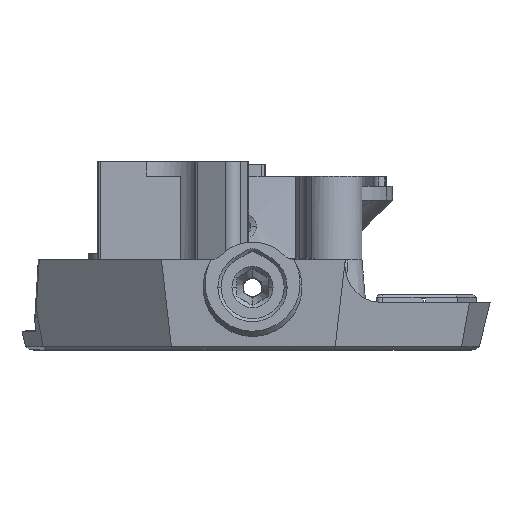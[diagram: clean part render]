
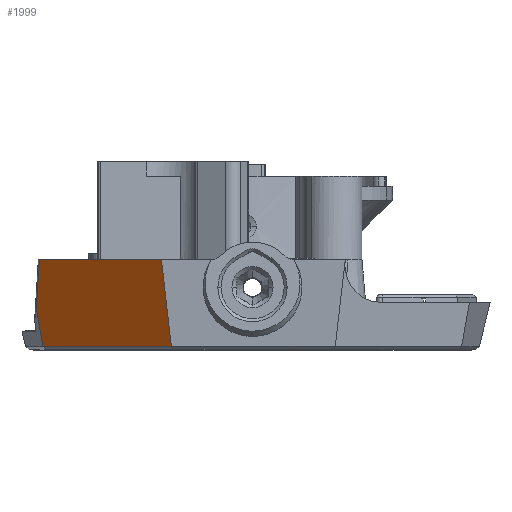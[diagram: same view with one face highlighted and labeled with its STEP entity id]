
A CAD part, top view. The second image highlights one B-rep face of the part: STEP entity #1999.
In plain terms, the highlighted planar face has unit normal (-0.622, -0.139, 0.771).
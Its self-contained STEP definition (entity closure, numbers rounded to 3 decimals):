
#61 = DIRECTION ( 'NONE',  ( -0.176, 0.984, 0.035 ) ) ;
#103 = PLANE ( 'NONE',  #16472 ) ;
#288 = VERTEX_POINT ( 'NONE', #2877 ) ;
#334 = LINE ( 'NONE', #10921, #3211 ) ;
#1678 = FACE_OUTER_BOUND ( 'NONE', #21502, .T. ) ;
#1999 = ADVANCED_FACE ( 'NONE', ( #1678 ), #103, .T. ) ;
#2140 = VERTEX_POINT ( 'NONE', #2228 ) ;
#2228 = CARTESIAN_POINT ( 'NONE',  ( -11.996, 3.578, 130.069 ) ) ;
#2388 = CARTESIAN_POINT ( 'NONE',  ( -28.284, -0.424, 116.202 ) ) ;
#2417 = VECTOR ( 'NONE', #61, 1000. ) ;
#2496 = DIRECTION ( 'NONE',  ( 0.059, 0.973, 0.224 ) ) ;
#2843 = CARTESIAN_POINT ( 'NONE',  ( -10.68, -7.823, 129.071 ) ) ;
#2877 = CARTESIAN_POINT ( 'NONE',  ( -10.683, -7.825, 129.069 ) ) ;
#3211 = VECTOR ( 'NONE', #9149, 1000. ) ;
#4242 = CARTESIAN_POINT ( 'NONE',  ( -11.46, -1.067, 129.662 ) ) ;
#5024 = DIRECTION ( 'NONE',  ( -0.622, -0.139, 0.771 ) ) ;
#6681 = ORIENTED_EDGE ( 'NONE', *, *, #19798, .F. ) ;
#7490 = DIRECTION ( 'NONE',  ( -0.778, 0., -0.628 ) ) ;
#7636 = EDGE_CURVE ( 'NONE', #20735, #15599, #10431, .T. ) ;
#7726 = EDGE_CURVE ( 'NONE', #15599, #14869, #21258, .T. ) ;
#8556 = ORIENTED_EDGE ( 'NONE', *, *, #14969, .F. ) ;
#9149 = DIRECTION ( 'NONE',  ( -0.606, -0.537, -0.586 ) ) ;
#10431 = LINE ( 'NONE', #15212, #2417 ) ;
#10595 = LINE ( 'NONE', #4242, #12101 ) ;
#10832 = LINE ( 'NONE', #17595, #21344 ) ;
#10921 = CARTESIAN_POINT ( 'NONE',  ( -10.759, -7.893, 128.995 ) ) ;
#11892 = CARTESIAN_POINT ( 'NONE',  ( -27.54, -7.825, 115.467 ) ) ;
#12101 = VECTOR ( 'NONE', #12263, 1000. ) ;
#12263 = DIRECTION ( 'NONE',  ( 0.114, -0.99, -0.087 ) ) ;
#13340 = EDGE_CURVE ( 'NONE', #2140, #20926, #10595, .T. ) ;
#13358 = EDGE_CURVE ( 'NONE', #20926, #288, #334, .T. ) ;
#13359 = VECTOR ( 'NONE', #15843, 1000. ) ;
#13701 = CARTESIAN_POINT ( 'NONE',  ( -20.462, -1.521, 122.316 ) ) ;
#14869 = VERTEX_POINT ( 'NONE', #15274 ) ;
#14969 = EDGE_CURVE ( 'NONE', #288, #20735, #10832, .T. ) ;
#15212 = CARTESIAN_POINT ( 'NONE',  ( -28.47, -2.637, 115.653 ) ) ;
#15274 = CARTESIAN_POINT ( 'NONE',  ( -28.04, 3.578, 117.122 ) ) ;
#15599 = VERTEX_POINT ( 'NONE', #21972 ) ;
#15732 = LINE ( 'NONE', #19168, #13359 ) ;
#15843 = DIRECTION ( 'NONE',  ( 0.778, 0., 0.628 ) ) ;
#16472 = AXIS2_PLACEMENT_3D ( 'NONE', #13701, #5024, #21661 ) ;
#16593 = ORIENTED_EDGE ( 'NONE', *, *, #13340, .F. ) ;
#16970 = VECTOR ( 'NONE', #2496, 1000. ) ;
#17595 = CARTESIAN_POINT ( 'NONE',  ( -18.441, -7.825, 122.809 ) ) ;
#19168 = CARTESIAN_POINT ( 'NONE',  ( -20.788, 3.578, 122.974 ) ) ;
#19199 = ORIENTED_EDGE ( 'NONE', *, *, #7636, .F. ) ;
#19798 = EDGE_CURVE ( 'NONE', #14869, #2140, #15732, .T. ) ;
#20735 = VERTEX_POINT ( 'NONE', #11892 ) ;
#20926 = VERTEX_POINT ( 'NONE', #2843 ) ;
#21258 = LINE ( 'NONE', #2388, #16970 ) ;
#21344 = VECTOR ( 'NONE', #7490, 1000. ) ;
#21446 = ORIENTED_EDGE ( 'NONE', *, *, #13358, .F. ) ;
#21502 = EDGE_LOOP ( 'NONE', ( #21446, #16593, #6681, #21646, #19199, #8556 ) ) ;
#21646 = ORIENTED_EDGE ( 'NONE', *, *, #7726, .F. ) ;
#21661 = DIRECTION ( 'NONE',  ( -0.218, 0.976, 0. ) ) ;
#21972 = CARTESIAN_POINT ( 'NONE',  ( -28.432, -2.847, 115.646 ) ) ;
